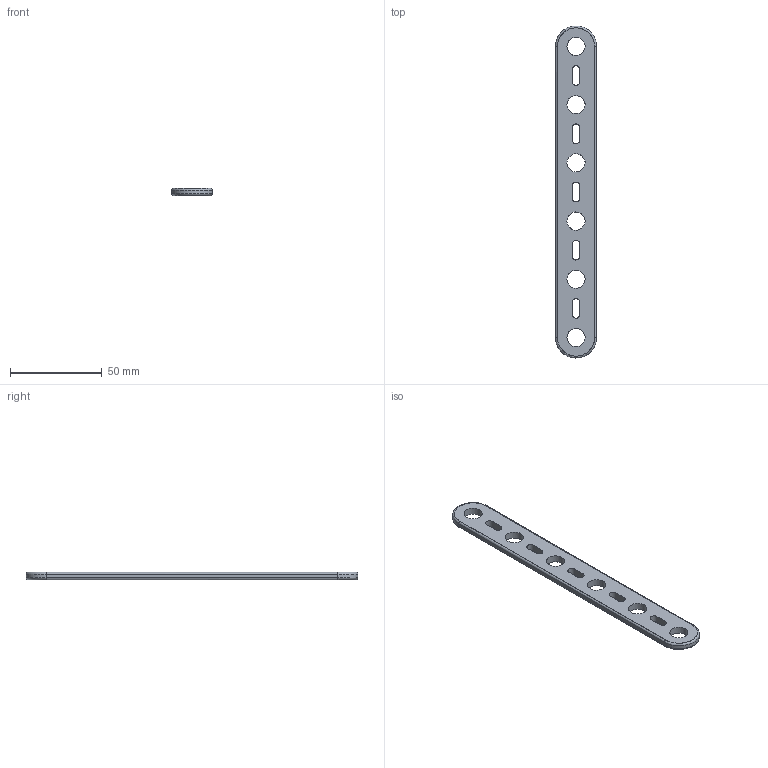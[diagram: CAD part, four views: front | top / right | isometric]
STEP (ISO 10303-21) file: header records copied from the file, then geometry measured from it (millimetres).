
FILE_DESCRIPTION((''),'2;1');
FILE_NAME('T6.stp','2020-06-08T05:29:03',(''),(''),'AutoCAD STEP 2000i','AutoCAD 2000i',', , ');
FILE_SCHEMA(('CONFIG_CONTROL_DESIGN'));
Length unit declared in the file: millimetre
Products named in the file (1): T6
Bounding box: 22.25 x 180.5 x 3.95 mm (x, y, z)
Surface area: 8929.2 mm2 (no closed solid volume)
Topology: 0 solids, 0 shells, 25 faces, 116 edges, 104 vertices
Faces by surface type: bspline 25
Entity records: 7665 total; most frequent: CARTESIAN_POINT 7027, QUASI_UNIFORM_CURVE 124, PCURVE 116, COMPOSITE_CURVE_SEGMENT 116, B_SPLINE_CURVE_WITH_KNOTS 92, OUTER_BOUNDARY_CURVE 25, CURVE_BOUNDED_SURFACE 25, BOUNDARY_CURVE 22
